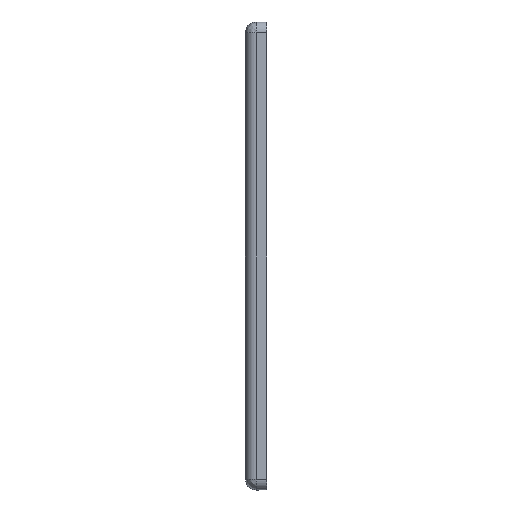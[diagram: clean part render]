
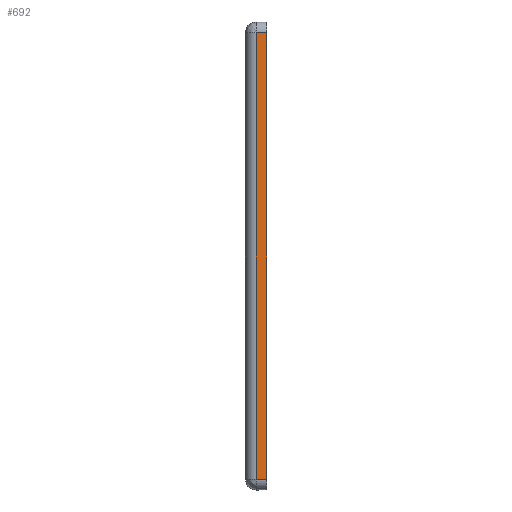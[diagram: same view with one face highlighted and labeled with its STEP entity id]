
A CAD part, left-side view. The second image highlights one B-rep face of the part: STEP entity #692.
In plain terms, the highlighted planar face has unit normal (-1, 0, 0).
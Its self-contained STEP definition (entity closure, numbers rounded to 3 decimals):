
#17 = CARTESIAN_POINT ( 'NONE',  ( -66.5, 6., 63.5 ) ) ;
#24 = LINE ( 'NONE', #131, #556 ) ;
#108 = LINE ( 'NONE', #728, #1063 ) ;
#123 = DIRECTION ( 'NONE',  ( 0., 1., 0. ) ) ;
#131 = CARTESIAN_POINT ( 'NONE',  ( -66.5, 6., -63.5 ) ) ;
#139 = DIRECTION ( 'NONE',  ( 0., 0., 1. ) ) ;
#174 = ORIENTED_EDGE ( 'NONE', *, *, #891, .F. ) ;
#185 = VERTEX_POINT ( 'NONE', #458 ) ;
#385 = DIRECTION ( 'NONE',  ( 0., 1., 0. ) ) ;
#430 = DIRECTION ( 'NONE',  ( 0., -1., 0. ) ) ;
#458 = CARTESIAN_POINT ( 'NONE',  ( -66.5, 3., 63.5 ) ) ;
#473 = EDGE_CURVE ( 'NONE', #893, #509, #108, .T. ) ;
#508 = LINE ( 'NONE', #17, #665 ) ;
#509 = VERTEX_POINT ( 'NONE', #1142 ) ;
#556 = VECTOR ( 'NONE', #123, 1000. ) ;
#665 = VECTOR ( 'NONE', #430, 1000. ) ;
#679 = FACE_OUTER_BOUND ( 'NONE', #922, .T. ) ;
#688 = DIRECTION ( 'NONE',  ( 1., 0., 0. ) ) ;
#692 = ADVANCED_FACE ( 'NONE', ( #679 ), #907, .F. ) ;
#728 = CARTESIAN_POINT ( 'NONE',  ( -66.5, 0., -66.5 ) ) ;
#850 = LINE ( 'NONE', #1163, #1299 ) ;
#863 = AXIS2_PLACEMENT_3D ( 'NONE', #1103, #688, #385 ) ;
#881 = EDGE_CURVE ( 'NONE', #185, #893, #508, .T. ) ;
#891 = EDGE_CURVE ( 'NONE', #509, #1302, #24, .T. ) ;
#893 = VERTEX_POINT ( 'NONE', #943 ) ;
#907 = PLANE ( 'NONE',  #863 ) ;
#922 = EDGE_LOOP ( 'NONE', ( #963, #1136, #174, #1247 ) ) ;
#943 = CARTESIAN_POINT ( 'NONE',  ( -66.5, 0., 63.5 ) ) ;
#963 = ORIENTED_EDGE ( 'NONE', *, *, #881, .F. ) ;
#1057 = DIRECTION ( 'NONE',  ( 0., 0., -1. ) ) ;
#1063 = VECTOR ( 'NONE', #1057, 1000. ) ;
#1103 = CARTESIAN_POINT ( 'NONE',  ( -66.5, 6., 66.5 ) ) ;
#1136 = ORIENTED_EDGE ( 'NONE', *, *, #1212, .F. ) ;
#1142 = CARTESIAN_POINT ( 'NONE',  ( -66.5, 0., -63.5 ) ) ;
#1163 = CARTESIAN_POINT ( 'NONE',  ( -66.5, 3., 66.5 ) ) ;
#1212 = EDGE_CURVE ( 'NONE', #1302, #185, #850, .T. ) ;
#1247 = ORIENTED_EDGE ( 'NONE', *, *, #473, .F. ) ;
#1285 = CARTESIAN_POINT ( 'NONE',  ( -66.5, 3., -63.5 ) ) ;
#1299 = VECTOR ( 'NONE', #139, 1000. ) ;
#1302 = VERTEX_POINT ( 'NONE', #1285 ) ;
